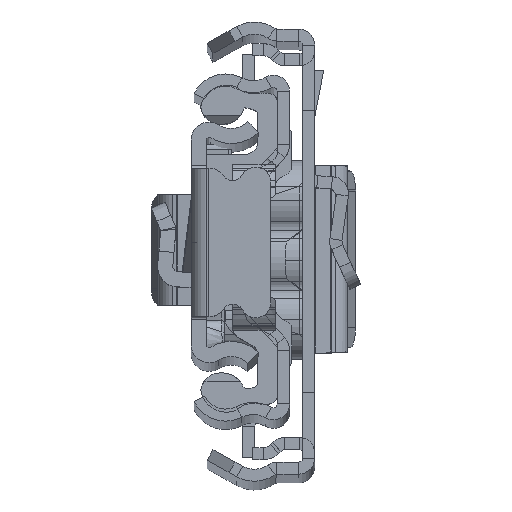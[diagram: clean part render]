
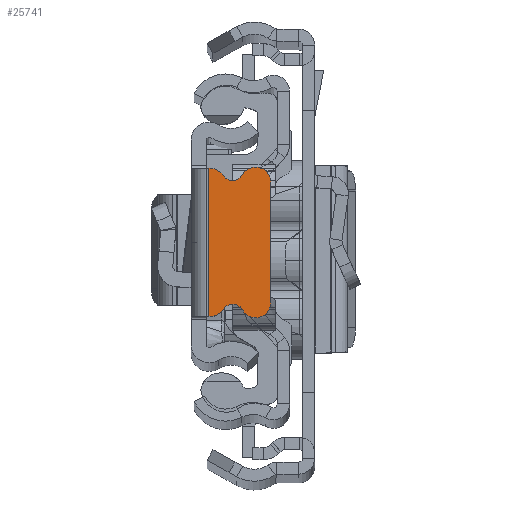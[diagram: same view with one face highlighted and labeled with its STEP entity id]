
A CAD part, top view. The second image highlights one B-rep face of the part: STEP entity #25741.
In plain terms, the highlighted planar face has unit normal (0, 0, 1).
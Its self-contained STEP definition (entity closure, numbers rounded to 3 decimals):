
#46 = VECTOR ( 'NONE', #21982, 1000. ) ;
#498 = CARTESIAN_POINT ( 'NONE',  ( -3.206, 6.658, 0. ) ) ;
#640 = DIRECTION ( 'NONE',  ( -1., 0., 0. ) ) ;
#989 = DIRECTION ( 'NONE',  ( 0., 0., 1. ) ) ;
#1293 = CIRCLE ( 'NONE', #19309, 1.5 ) ;
#2336 = CARTESIAN_POINT ( 'NONE',  ( -5.109, 6.713, 0. ) ) ;
#2390 = CARTESIAN_POINT ( 'NONE',  ( -1.75, 0., 0. ) ) ;
#2552 = CIRCLE ( 'NONE', #16306, 1.5 ) ;
#2717 = AXIS2_PLACEMENT_3D ( 'NONE', #12499, #10470, #6296 ) ;
#2842 = CARTESIAN_POINT ( 'NONE',  ( -1.929, 7.37, 0. ) ) ;
#2910 = ORIENTED_EDGE ( 'NONE', *, *, #13874, .T. ) ;
#3283 = EDGE_CURVE ( 'NONE', #4069, #23126, #4685, .T. ) ;
#3327 = VERTEX_POINT ( 'NONE', #6553 ) ;
#3522 = AXIS2_PLACEMENT_3D ( 'NONE', #19029, #6686, #640 ) ;
#3580 = VERTEX_POINT ( 'NONE', #3707 ) ;
#3707 = CARTESIAN_POINT ( 'NONE',  ( -3.206, -6.658, 0. ) ) ;
#3730 = VERTEX_POINT ( 'NONE', #19404 ) ;
#4030 = VERTEX_POINT ( 'NONE', #2336 ) ;
#4069 = VERTEX_POINT ( 'NONE', #2842 ) ;
#4294 = CARTESIAN_POINT ( 'NONE',  ( -6.429, 6., 0. ) ) ;
#4546 = CARTESIAN_POINT ( 'NONE',  ( -1.929, 7.37, 0. ) ) ;
#4685 = LINE ( 'NONE', #4546, #21082 ) ;
#4747 = ORIENTED_EDGE ( 'NONE', *, *, #3283, .F. ) ;
#5032 = FACE_OUTER_BOUND ( 'NONE', #15000, .T. ) ;
#5202 = DIRECTION ( 'NONE',  ( 0., 0., 1. ) ) ;
#5787 = EDGE_CURVE ( 'NONE', #3580, #3730, #2552, .T. ) ;
#5823 = CARTESIAN_POINT ( 'NONE',  ( -1.75, 7.37, 0. ) ) ;
#6028 = ORIENTED_EDGE ( 'NONE', *, *, #19455, .T. ) ;
#6296 = DIRECTION ( 'NONE',  ( -1., 0., 0. ) ) ;
#6332 = EDGE_CURVE ( 'NONE', #24457, #10400, #16324, .T. ) ;
#6553 = CARTESIAN_POINT ( 'NONE',  ( -7.929, 6., 0. ) ) ;
#6686 = DIRECTION ( 'NONE',  ( 0., 0., -1. ) ) ;
#6862 = DIRECTION ( 'NONE',  ( 0., 0., 1. ) ) ;
#7786 = ORIENTED_EDGE ( 'NONE', *, *, #7858, .T. ) ;
#7858 = EDGE_CURVE ( 'NONE', #10400, #3580, #24595, .T. ) ;
#8978 = EDGE_CURVE ( 'NONE', #4069, #14386, #22052, .T. ) ;
#9209 = DIRECTION ( 'NONE',  ( 1., 0., 0. ) ) ;
#9806 = EDGE_CURVE ( 'NONE', #3327, #24457, #24812, .T. ) ;
#10136 = ORIENTED_EDGE ( 'NONE', *, *, #25053, .F. ) ;
#10400 = VERTEX_POINT ( 'NONE', #15045 ) ;
#10470 = DIRECTION ( 'NONE',  ( 0., 0., 1. ) ) ;
#10768 = VECTOR ( 'NONE', #18769, 1000. ) ;
#11230 = PLANE ( 'NONE',  #23512 ) ;
#11270 = CARTESIAN_POINT ( 'NONE',  ( -1.929, -5.87, 0. ) ) ;
#11430 = ORIENTED_EDGE ( 'NONE', *, *, #14486, .F. ) ;
#12352 = VECTOR ( 'NONE', #12699, 1000. ) ;
#12499 = CARTESIAN_POINT ( 'NONE',  ( -1.929, 5.87, 0. ) ) ;
#12699 = DIRECTION ( 'NONE',  ( 0., -1., 0. ) ) ;
#13316 = AXIS2_PLACEMENT_3D ( 'NONE', #25041, #6862, #15052 ) ;
#13704 = VERTEX_POINT ( 'NONE', #13975 ) ;
#13874 = EDGE_CURVE ( 'NONE', #4030, #3327, #1293, .T. ) ;
#13975 = CARTESIAN_POINT ( 'NONE',  ( -1.75, -7.37, 0. ) ) ;
#14229 = DIRECTION ( 'NONE',  ( 0., 0., -1. ) ) ;
#14283 = CARTESIAN_POINT ( 'NONE',  ( -7.929, -6., 0. ) ) ;
#14354 = CARTESIAN_POINT ( 'NONE',  ( -4.142, 7.236, 0. ) ) ;
#14386 = VERTEX_POINT ( 'NONE', #498 ) ;
#14486 = EDGE_CURVE ( 'NONE', #13704, #3730, #15119, .T. ) ;
#14618 = DIRECTION ( 'NONE',  ( 1., 0., 0. ) ) ;
#14700 = ORIENTED_EDGE ( 'NONE', *, *, #8978, .T. ) ;
#15000 = EDGE_LOOP ( 'NONE', ( #10136, #4747, #14700, #6028, #2910, #22363, #17575, #7786, #15983, #11430 ) ) ;
#15045 = CARTESIAN_POINT ( 'NONE',  ( -5.109, -6.713, 0. ) ) ;
#15052 = DIRECTION ( 'NONE',  ( 1., 0., 0. ) ) ;
#15119 = LINE ( 'NONE', #22122, #46 ) ;
#15547 = DIRECTION ( 'NONE',  ( 1., 0., 0. ) ) ;
#15979 = DIRECTION ( 'NONE',  ( 1., 0., 0. ) ) ;
#15983 = ORIENTED_EDGE ( 'NONE', *, *, #5787, .T. ) ;
#16306 = AXIS2_PLACEMENT_3D ( 'NONE', #11270, #5202, #15547 ) ;
#16324 = CIRCLE ( 'NONE', #13316, 1.5 ) ;
#17575 = ORIENTED_EDGE ( 'NONE', *, *, #6332, .T. ) ;
#18769 = DIRECTION ( 'NONE',  ( 0., -1., 0. ) ) ;
#19029 = CARTESIAN_POINT ( 'NONE',  ( -4.142, -7.236, 0. ) ) ;
#19309 = AXIS2_PLACEMENT_3D ( 'NONE', #4294, #20712, #22993 ) ;
#19404 = CARTESIAN_POINT ( 'NONE',  ( -1.929, -7.37, 0. ) ) ;
#19455 = EDGE_CURVE ( 'NONE', #14386, #4030, #20879, .T. ) ;
#20280 = LINE ( 'NONE', #2390, #10768 ) ;
#20712 = DIRECTION ( 'NONE',  ( 0., 0., 1. ) ) ;
#20879 = CIRCLE ( 'NONE', #26414, 1.1 ) ;
#21082 = VECTOR ( 'NONE', #14618, 1000. ) ;
#21566 = CARTESIAN_POINT ( 'NONE',  ( 494.071, 0., 0. ) ) ;
#21924 = CARTESIAN_POINT ( 'NONE',  ( -7.929, -6., 0. ) ) ;
#21982 = DIRECTION ( 'NONE',  ( -1., 0., 0. ) ) ;
#22052 = CIRCLE ( 'NONE', #2717, 1.5 ) ;
#22122 = CARTESIAN_POINT ( 'NONE',  ( -1.929, -7.37, 0. ) ) ;
#22363 = ORIENTED_EDGE ( 'NONE', *, *, #9806, .T. ) ;
#22993 = DIRECTION ( 'NONE',  ( -1., 0., 0. ) ) ;
#23126 = VERTEX_POINT ( 'NONE', #5823 ) ;
#23512 = AXIS2_PLACEMENT_3D ( 'NONE', #21566, #989, #9209 ) ;
#24457 = VERTEX_POINT ( 'NONE', #21924 ) ;
#24595 = CIRCLE ( 'NONE', #3522, 1.1 ) ;
#24812 = LINE ( 'NONE', #14283, #12352 ) ;
#25041 = CARTESIAN_POINT ( 'NONE',  ( -6.429, -6., 0. ) ) ;
#25053 = EDGE_CURVE ( 'NONE', #23126, #13704, #20280, .T. ) ;
#25741 = ADVANCED_FACE ( 'NONE', ( #5032 ), #11230, .T. ) ;
#26414 = AXIS2_PLACEMENT_3D ( 'NONE', #14354, #14229, #15979 ) ;
